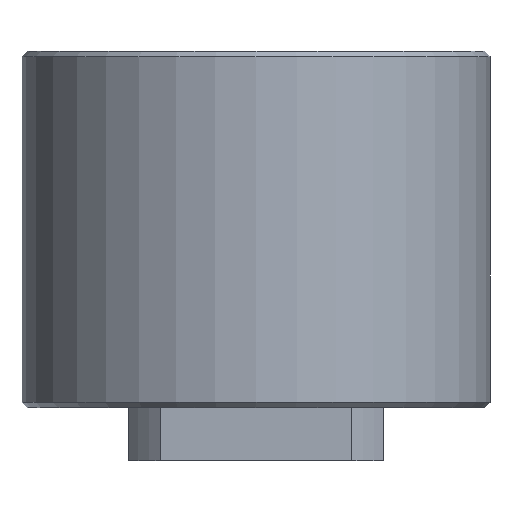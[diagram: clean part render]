
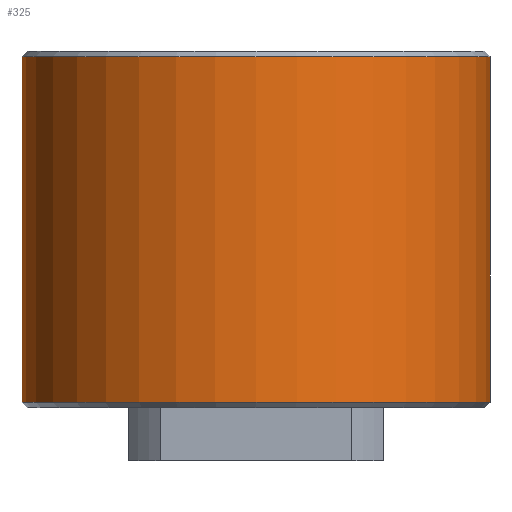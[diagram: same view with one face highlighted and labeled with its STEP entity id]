
A CAD part, front view. The second image highlights one B-rep face of the part: STEP entity #325.
In plain terms, the highlighted cylindrical face has radius 11 mm (diameter 22 mm), a partial arc.
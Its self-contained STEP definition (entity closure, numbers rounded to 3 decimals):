
#15 = DIRECTION ( 'NONE',  ( 0., 0., 1. ) ) ;
#22 = CARTESIAN_POINT ( 'NONE',  ( 0., 0., 2.75 ) ) ;
#42 = DIRECTION ( 'NONE',  ( 1., 0., 0. ) ) ;
#52 = DIRECTION ( 'NONE',  ( -1., 0., 0. ) ) ;
#80 = CIRCLE ( 'NONE', #807, 11. ) ;
#94 = EDGE_CURVE ( 'NONE', #415, #516, #660, .T. ) ;
#113 = CARTESIAN_POINT ( 'NONE',  ( 0., 0., 19.25 ) ) ;
#158 = VECTOR ( 'NONE', #293, 1000. ) ;
#162 = DIRECTION ( 'NONE',  ( 0., 0., -1. ) ) ;
#182 = CIRCLE ( 'NONE', #682, 11. ) ;
#250 = ORIENTED_EDGE ( 'NONE', *, *, #595, .T. ) ;
#291 = CARTESIAN_POINT ( 'NONE',  ( 0., 0., 19. ) ) ;
#293 = DIRECTION ( 'NONE',  ( 0., 0., -1. ) ) ;
#325 = ADVANCED_FACE ( 'NONE', ( #642 ), #656, .T. ) ;
#361 = DIRECTION ( 'NONE',  ( 0., 0., -1. ) ) ;
#396 = VECTOR ( 'NONE', #674, 1000. ) ;
#404 = CARTESIAN_POINT ( 'NONE',  ( -11., 0., 19.25 ) ) ;
#415 = VERTEX_POINT ( 'NONE', #767 ) ;
#446 = CARTESIAN_POINT ( 'NONE',  ( 11., 0., 2.75 ) ) ;
#456 = EDGE_CURVE ( 'NONE', #516, #745, #182, .T. ) ;
#502 = LINE ( 'NONE', #784, #158 ) ;
#516 = VERTEX_POINT ( 'NONE', #566 ) ;
#524 = ORIENTED_EDGE ( 'NONE', *, *, #456, .T. ) ;
#553 = DIRECTION ( 'NONE',  ( 1., 0., 0. ) ) ;
#564 = EDGE_CURVE ( 'NONE', #565, #745, #502, .T. ) ;
#565 = VERTEX_POINT ( 'NONE', #632 ) ;
#566 = CARTESIAN_POINT ( 'NONE',  ( -11., 0., 2.75 ) ) ;
#591 = ORIENTED_EDGE ( 'NONE', *, *, #564, .F. ) ;
#595 = EDGE_CURVE ( 'NONE', #565, #415, #80, .T. ) ;
#632 = CARTESIAN_POINT ( 'NONE',  ( 11., 0., 19. ) ) ;
#642 = FACE_OUTER_BOUND ( 'NONE', #847, .T. ) ;
#656 = CYLINDRICAL_SURFACE ( 'NONE', #790, 11. ) ;
#660 = LINE ( 'NONE', #404, #396 ) ;
#674 = DIRECTION ( 'NONE',  ( 0., 0., -1. ) ) ;
#682 = AXIS2_PLACEMENT_3D ( 'NONE', #22, #15, #553 ) ;
#723 = ORIENTED_EDGE ( 'NONE', *, *, #94, .T. ) ;
#745 = VERTEX_POINT ( 'NONE', #446 ) ;
#767 = CARTESIAN_POINT ( 'NONE',  ( -11., 0., 19. ) ) ;
#784 = CARTESIAN_POINT ( 'NONE',  ( 11., 0., 19.25 ) ) ;
#790 = AXIS2_PLACEMENT_3D ( 'NONE', #113, #162, #52 ) ;
#807 = AXIS2_PLACEMENT_3D ( 'NONE', #291, #361, #42 ) ;
#847 = EDGE_LOOP ( 'NONE', ( #591, #250, #723, #524 ) ) ;
